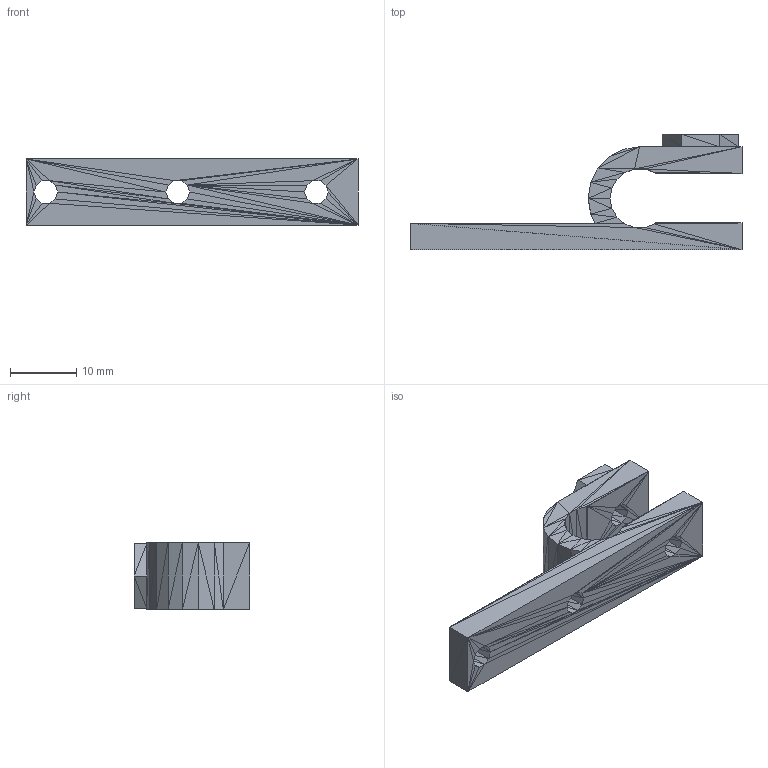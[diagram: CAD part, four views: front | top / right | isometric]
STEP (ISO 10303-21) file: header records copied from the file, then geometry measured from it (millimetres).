
FILE_DESCRIPTION(('FreeCAD Model'),'2;1');
FILE_NAME('endstop-holder.stp', '2011-11-21T21:21:02',('FreeCAD'),('FreeCAD'), 'Open CASCADE STEP processor 6.3','FreeCAD','Unknown');
FILE_SCHEMA(('AUTOMOTIVE_DESIGN_CC2 { 1 2 10303 214 -1 1 5 4 }'));
Length unit declared in the file: millimetre
Products named in the file (1): Open CASCADE STEP translator 6.3 4
Bounding box: 50.3 x 17.5 x 10 mm (x, y, z)
Volume: 3013.3 mm3; surface area: 2499.8 mm2
Topology: 1 solids, 1 shells, 336 faces, 504 edges, 162 vertices
Faces by surface type: plane 336
Entity records: 12606 total; most frequent: CARTESIAN_POINT 2515, DIRECTION 1682, ORIENTED_EDGE 1008, LINE 1008, VECTOR 1008, PCURVE 1008, DEFINITIONAL_REPRESENTATION 1008, EDGE_CURVE 504
